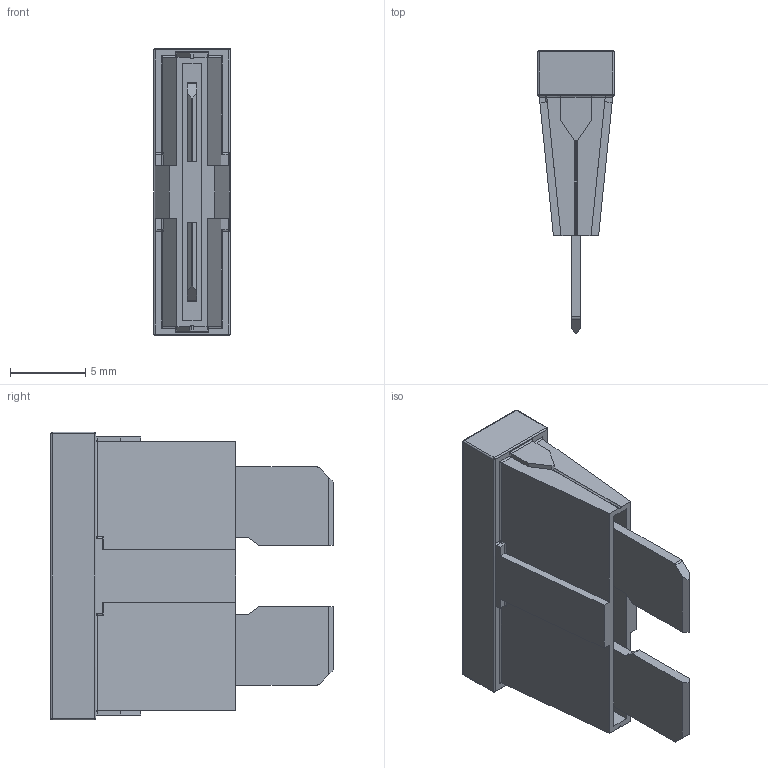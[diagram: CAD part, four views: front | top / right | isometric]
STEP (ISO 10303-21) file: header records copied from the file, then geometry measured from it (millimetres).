
FILE_DESCRIPTION (( 'STEP AP214' ), '1' );
FILE_NAME ('0287001.PXCN.STEP', '2023-05-01T12:34:18', ( '' ), ( '' ), 'SwSTEP 2.0', 'SolidWorks 2013', '' );
FILE_SCHEMA (( 'AUTOMOTIVE_DESIGN' ));
Length unit declared in the file: inch
Products named in the file (4): Littelfuse Inc 0287002.PXCN 2_MIR; Littelfuse Inc 0287002.PXCN 2; Littelfuse Inc 0287002.PXCN 1; 0287001.PXCN
Assembly tree (3 placements, depth 2):
  0287001.PXCN
    Littelfuse Inc 0287002.PXCN 1
    Littelfuse Inc 0287002.PXCN 2
    Littelfuse Inc 0287002.PXCN 2_MIR
Bounding box: 5.1 x 18.8 x 19.1 mm (x, y, z)
Volume: 716.9 mm3; surface area: 1426.9 mm2
Topology: 3 solids, 3 shells, 192 faces, 635 edges, 429 vertices
Faces by surface type: plane 94, cylinder 58, bspline 40
Entity records: 10415 total; most frequent: CARTESIAN_POINT 2877, ORIENTED_EDGE 1198, DIRECTION 790, EDGE_CURVE 599, VERTEX_POINT 429, VECTOR 264, LINE 264, AXIS2_PLACEMENT_3D 263
